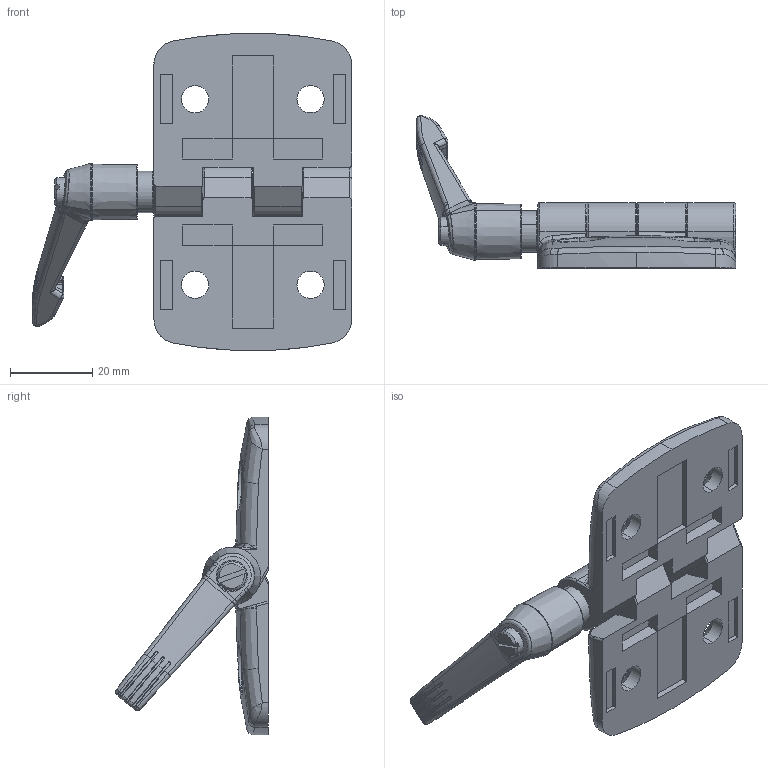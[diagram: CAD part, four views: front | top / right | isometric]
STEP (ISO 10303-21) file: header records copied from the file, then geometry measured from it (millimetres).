
FILE_DESCRIPTION(('STEP AP214'),'1');
FILE_NAME('fath_095kf4040f00.stp','2017-10-09T08:37:22',('TraceParts'),('TraceParts S.A.'),'Spatial InterOp 3D',' ',' ');
FILE_SCHEMA(('automotive_design'));
Length unit declared in the file: millimetre
Products named in the file (4): fath_095kf4040f00_1; fath_095kf4040f00_2; fath_095kf4040f00_3; fath_095kf4040f00_4
Bounding box: 77.49 x 37.1 x 77 mm (x, y, z)
Volume: 26571.8 mm3; surface area: 15732.9 mm2
Topology: 4 solids, 4 shells, 443 faces, 1078 edges, 641 vertices
Faces by surface type: bspline 140, plane 102, cylinder 93, torus 56, cone 34, sphere 18
Entity records: 17331 total; most frequent: CARTESIAN_POINT 8036, ORIENTED_EDGE 2128, DIRECTION 1672, EDGE_CURVE 1064, AXIS2_PLACEMENT_3D 686, VERTEX_POINT 641, EDGE_LOOP 473, ADVANCED_FACE 443
